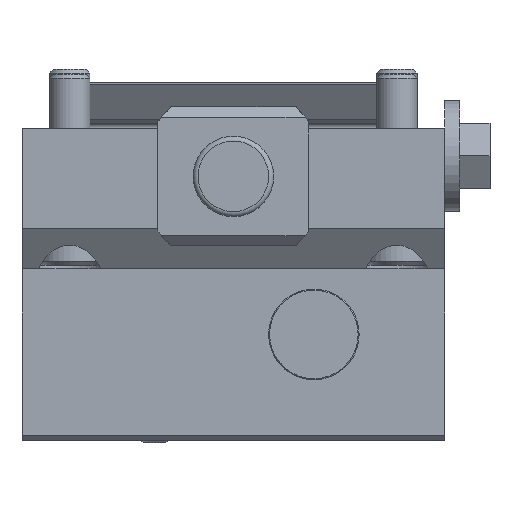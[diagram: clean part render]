
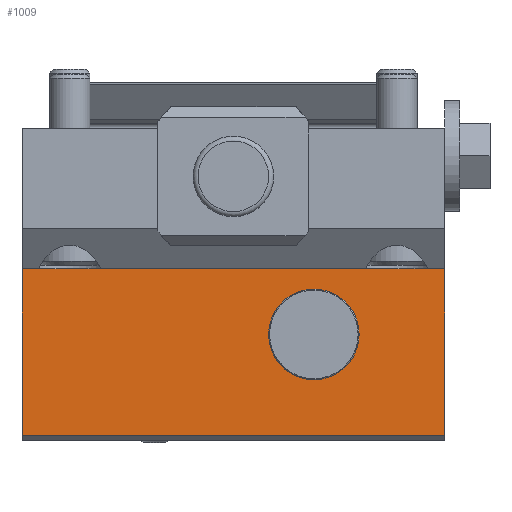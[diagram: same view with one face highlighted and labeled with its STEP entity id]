
A CAD part, left-side view. The second image highlights one B-rep face of the part: STEP entity #1009.
In plain terms, the highlighted planar face has unit normal (-1, 0, 0).
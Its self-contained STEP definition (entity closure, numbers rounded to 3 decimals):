
#334=LINE('',#5384,#633);
#336=LINE('',#5388,#635);
#337=LINE('',#5390,#636);
#338=LINE('',#5392,#637);
#633=VECTOR('',#4260,1.);
#635=VECTOR('',#4264,1.);
#636=VECTOR('',#4265,1.);
#637=VECTOR('',#4266,1.);
#816=FACE_BOUND('',#1508,.T.);
#817=FACE_BOUND('',#1509,.T.);
#1009=ADVANCED_FACE('',(#816,#817),#1144,.T.);
#1144=PLANE('',#3448);
#1508=EDGE_LOOP('',(#2225));
#1509=EDGE_LOOP('',(#2226,#2227,#2228,#2229));
#2225=ORIENTED_EDGE('',*,*,#2926,.T.);
#2226=ORIENTED_EDGE('',*,*,#3030,.F.);
#2227=ORIENTED_EDGE('',*,*,#3031,.T.);
#2228=ORIENTED_EDGE('',*,*,#3032,.T.);
#2229=ORIENTED_EDGE('',*,*,#3028,.T.);
#2564=VERTEX_POINT('',#5179);
#2631=VERTEX_POINT('',#5383);
#2632=VERTEX_POINT('',#5385);
#2633=VERTEX_POINT('',#5389);
#2634=VERTEX_POINT('',#5391);
#2926=EDGE_CURVE('',#2564,#2564,#3146,.T.);
#3028=EDGE_CURVE('',#2632,#2631,#334,.T.);
#3030=EDGE_CURVE('',#2633,#2631,#336,.T.);
#3031=EDGE_CURVE('',#2633,#2634,#337,.T.);
#3032=EDGE_CURVE('',#2634,#2632,#338,.T.);
#3146=CIRCLE('',#3405,9.);
#3405=AXIS2_PLACEMENT_3D('',#5178,#4080,#4081);
#3448=AXIS2_PLACEMENT_3D('',#5393,#4267,#4268);
#4080=DIRECTION('',(1.,0.,0.));
#4081=DIRECTION('',(0.,0.,-1.));
#4260=DIRECTION('',(0.,1.,0.));
#4264=DIRECTION('',(0.,0.,1.));
#4265=DIRECTION('',(0.,-1.,0.));
#4266=DIRECTION('',(0.,0.,1.));
#4267=DIRECTION('',(-1.,0.,0.));
#4268=DIRECTION('',(0.,0.,-1.));
#5178=CARTESIAN_POINT('',(-59.8,-16.,-41.));
#5179=CARTESIAN_POINT('',(-59.8,-16.,-50.));
#5383=CARTESIAN_POINT('',(-59.8,42.,-28.));
#5384=CARTESIAN_POINT('',(-59.8,-42.,-28.));
#5385=CARTESIAN_POINT('',(-59.8,-42.,-28.));
#5388=CARTESIAN_POINT('',(-59.8,42.,-28.));
#5389=CARTESIAN_POINT('',(-59.8,42.,-61.));
#5390=CARTESIAN_POINT('',(-59.8,-42.,-61.));
#5391=CARTESIAN_POINT('',(-59.8,-42.,-61.));
#5392=CARTESIAN_POINT('',(-59.8,-42.,-28.));
#5393=CARTESIAN_POINT('',(-59.8,-42.,-28.));
